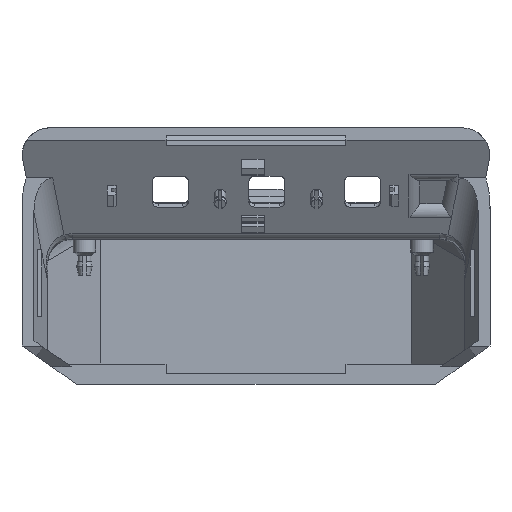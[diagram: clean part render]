
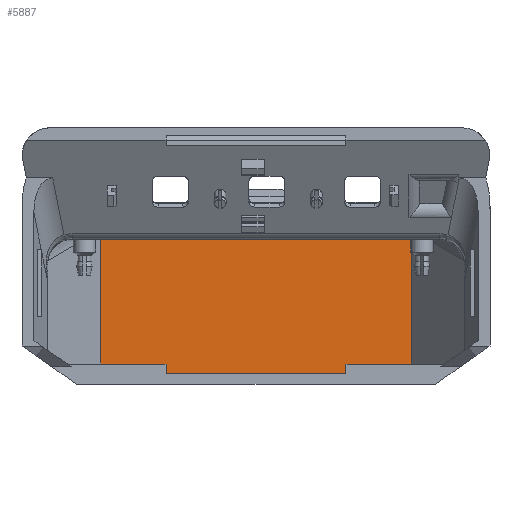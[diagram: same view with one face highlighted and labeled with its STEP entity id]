
A CAD part, front view. The second image highlights one B-rep face of the part: STEP entity #5887.
In plain terms, the highlighted planar face has unit normal (0, -1, 0).
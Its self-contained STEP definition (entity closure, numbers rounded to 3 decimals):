
#424=LINE('',#9582,#1029);
#425=LINE('',#9585,#1030);
#435=LINE('',#9605,#1040);
#445=LINE('',#9623,#1050);
#817=LINE('',#11670,#1422);
#819=LINE('',#11674,#1424);
#827=LINE('',#11694,#1432);
#853=LINE('',#11773,#1458);
#1029=VECTOR('',#6606,10.);
#1030=VECTOR('',#6609,10.);
#1040=VECTOR('',#6627,10.);
#1050=VECTOR('',#6641,10.);
#1422=VECTOR('',#7545,10.);
#1424=VECTOR('',#7549,10.);
#1432=VECTOR('',#7559,10.);
#1458=VECTOR('',#7619,10.);
#1687=PLANE('',#6281);
#1985=FACE_OUTER_BOUND('',#2325,.T.);
#2325=EDGE_LOOP('',(#5390,#5391,#5392,#5393,#5394,#5395,#5396,#5397));
#2606=VERTEX_POINT('',#9570);
#2611=VERTEX_POINT('',#9580);
#2612=VERTEX_POINT('',#9584);
#2617=VERTEX_POINT('',#9602);
#2624=VERTEX_POINT('',#9622);
#2946=VERTEX_POINT('',#11669);
#2947=VERTEX_POINT('',#11673);
#2954=VERTEX_POINT('',#11693);
#3195=EDGE_CURVE('',#2606,#2611,#424,.T.);
#3196=EDGE_CURVE('',#2611,#2612,#425,.T.);
#3206=EDGE_CURVE('',#2612,#2617,#435,.T.);
#3216=EDGE_CURVE('',#2624,#2606,#445,.T.);
#3752=EDGE_CURVE('',#2946,#2624,#817,.T.);
#3754=EDGE_CURVE('',#2946,#2947,#819,.T.);
#3763=EDGE_CURVE('',#2954,#2947,#827,.T.);
#3798=EDGE_CURVE('',#2617,#2954,#853,.T.);
#5390=ORIENTED_EDGE('',*,*,#3752,.T.);
#5391=ORIENTED_EDGE('',*,*,#3216,.T.);
#5392=ORIENTED_EDGE('',*,*,#3195,.T.);
#5393=ORIENTED_EDGE('',*,*,#3196,.T.);
#5394=ORIENTED_EDGE('',*,*,#3206,.T.);
#5395=ORIENTED_EDGE('',*,*,#3798,.T.);
#5396=ORIENTED_EDGE('',*,*,#3763,.T.);
#5397=ORIENTED_EDGE('',*,*,#3754,.F.);
#5887=ADVANCED_FACE('',(#1985),#1687,.F.);
#6281=AXIS2_PLACEMENT_3D('',#13449,#7648,#7649);
#6606=DIRECTION('',(0.,0.,-1.));
#6609=DIRECTION('',(1.,0.,0.));
#6627=DIRECTION('',(0.,0.,1.));
#6641=DIRECTION('',(1.,0.,0.));
#7545=DIRECTION('',(0.,0.,-1.));
#7549=DIRECTION('',(1.,0.,0.));
#7559=DIRECTION('',(0.,0.,1.));
#7619=DIRECTION('',(1.,0.,0.));
#7648=DIRECTION('center_axis',(0.,1.,0.));
#7649=DIRECTION('ref_axis',(0.,0.,1.));
#9570=CARTESIAN_POINT('',(-20.,120.,-25.5));
#9580=CARTESIAN_POINT('',(-20.,120.,-27.7));
#9582=CARTESIAN_POINT('',(-20.,120.,-25.5));
#9584=CARTESIAN_POINT('',(20.,120.,-27.7));
#9585=CARTESIAN_POINT('',(0.,120.,-27.7));
#9602=CARTESIAN_POINT('',(20.,120.,-25.5));
#9605=CARTESIAN_POINT('',(20.,120.,-25.5));
#9622=CARTESIAN_POINT('',(-34.522,120.,-25.5));
#9623=CARTESIAN_POINT('',(26.,120.,-25.5));
#11669=CARTESIAN_POINT('',(-34.522,120.,2.92));
#11670=CARTESIAN_POINT('',(-34.522,120.,-8.625));
#11673=CARTESIAN_POINT('',(34.522,120.,2.92));
#11674=CARTESIAN_POINT('',(26.,120.,2.92));
#11693=CARTESIAN_POINT('',(34.522,120.,-25.5));
#11694=CARTESIAN_POINT('',(34.522,120.,5.625));
#11773=CARTESIAN_POINT('',(26.,120.,-25.5));
#13449=CARTESIAN_POINT('Origin',(0.,120.,-1.5));
